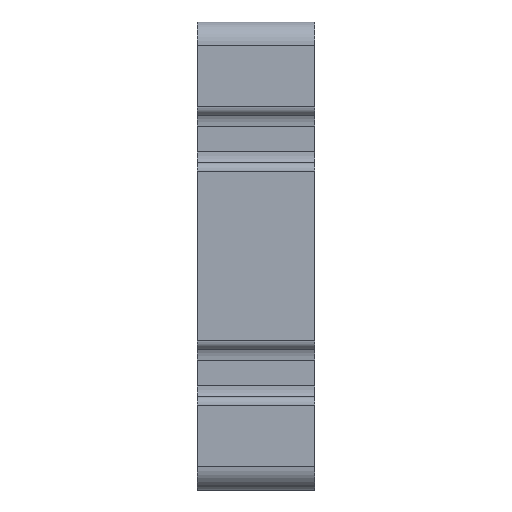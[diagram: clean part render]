
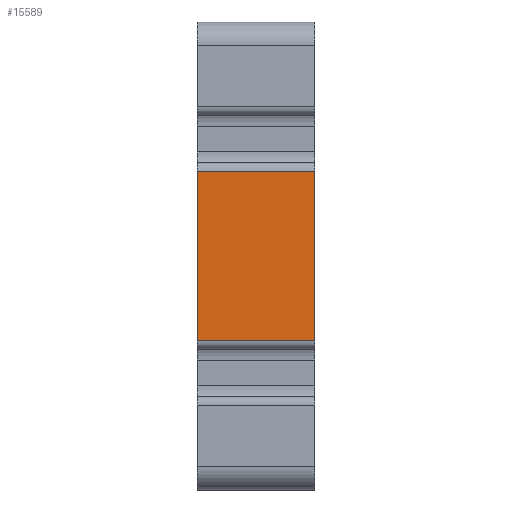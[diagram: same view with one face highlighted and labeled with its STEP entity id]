
A CAD part, left-side view. The second image highlights one B-rep face of the part: STEP entity #15589.
In plain terms, the highlighted planar face has unit normal (-1, 0, 0).
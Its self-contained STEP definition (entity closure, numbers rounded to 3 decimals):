
#9 = DIRECTION ( 'NONE',  ( 0., 0., 1. ) ) ;
#26 = CARTESIAN_POINT ( 'NONE',  ( -40., 10., -14.5 ) ) ;
#393 = EDGE_CURVE ( 'NONE', #5320, #7255, #16604, .T. ) ;
#1813 = LINE ( 'NONE', #11598, #9008 ) ;
#1967 = VECTOR ( 'NONE', #5365, 1000. ) ;
#3449 = VERTEX_POINT ( 'NONE', #3466 ) ;
#3466 = CARTESIAN_POINT ( 'NONE',  ( -40., -10., -14.5 ) ) ;
#3960 = DIRECTION ( 'NONE',  ( -1., 0., 0. ) ) ;
#4001 = CARTESIAN_POINT ( 'NONE',  ( -40., 10., -14.5 ) ) ;
#5320 = VERTEX_POINT ( 'NONE', #7475 ) ;
#5365 = DIRECTION ( 'NONE',  ( 0., 1., 0. ) ) ;
#5402 = DIRECTION ( 'NONE',  ( 0., 0., 1. ) ) ;
#5474 = LINE ( 'NONE', #4001, #1967 ) ;
#6059 = EDGE_LOOP ( 'NONE', ( #9296, #14556, #16758, #10342 ) ) ;
#6596 = DIRECTION ( 'NONE',  ( 0., 0., -1. ) ) ;
#7255 = VERTEX_POINT ( 'NONE', #12451 ) ;
#7475 = CARTESIAN_POINT ( 'NONE',  ( -40., -10., 14.5 ) ) ;
#8246 = LINE ( 'NONE', #10836, #12163 ) ;
#9008 = VECTOR ( 'NONE', #6596, 1000. ) ;
#9229 = EDGE_CURVE ( 'NONE', #3449, #10306, #5474, .T. ) ;
#9296 = ORIENTED_EDGE ( 'NONE', *, *, #393, .T. ) ;
#10136 = FACE_OUTER_BOUND ( 'NONE', #6059, .T. ) ;
#10306 = VERTEX_POINT ( 'NONE', #26 ) ;
#10342 = ORIENTED_EDGE ( 'NONE', *, *, #16161, .T. ) ;
#10534 = PLANE ( 'NONE',  #10781 ) ;
#10781 = AXIS2_PLACEMENT_3D ( 'NONE', #13129, #3960, #9 ) ;
#10836 = CARTESIAN_POINT ( 'NONE',  ( -40., -10., 0. ) ) ;
#11598 = CARTESIAN_POINT ( 'NONE',  ( -40., 10., 0. ) ) ;
#12163 = VECTOR ( 'NONE', #5402, 1000. ) ;
#12451 = CARTESIAN_POINT ( 'NONE',  ( -40., 10., 14.5 ) ) ;
#12831 = EDGE_CURVE ( 'NONE', #7255, #10306, #1813, .T. ) ;
#13129 = CARTESIAN_POINT ( 'NONE',  ( -40., 10., 0. ) ) ;
#13162 = CARTESIAN_POINT ( 'NONE',  ( -40., 10., 14.5 ) ) ;
#13715 = VECTOR ( 'NONE', #14463, 1000. ) ;
#14463 = DIRECTION ( 'NONE',  ( 0., 1., 0. ) ) ;
#14556 = ORIENTED_EDGE ( 'NONE', *, *, #12831, .T. ) ;
#15589 = ADVANCED_FACE ( 'NONE', ( #10136 ), #10534, .T. ) ;
#16161 = EDGE_CURVE ( 'NONE', #3449, #5320, #8246, .T. ) ;
#16604 = LINE ( 'NONE', #13162, #13715 ) ;
#16758 = ORIENTED_EDGE ( 'NONE', *, *, #9229, .F. ) ;
